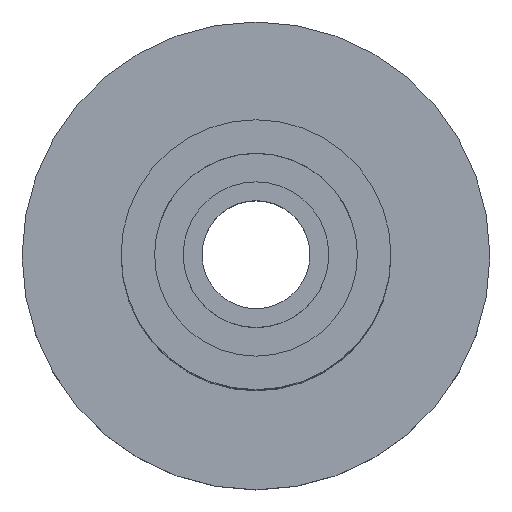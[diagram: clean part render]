
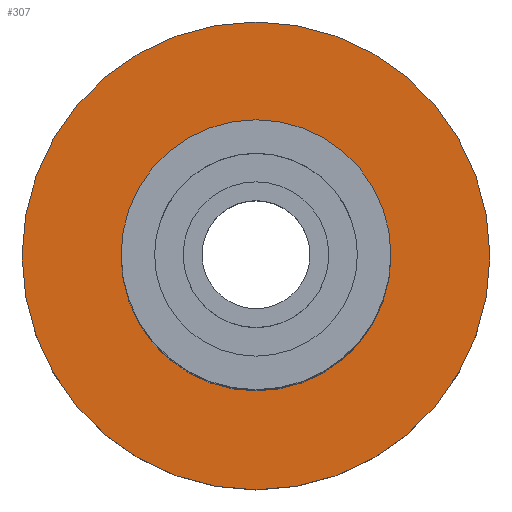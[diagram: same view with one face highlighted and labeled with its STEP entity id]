
A CAD part, top view. The second image highlights one B-rep face of the part: STEP entity #307.
In plain terms, the highlighted planar face has unit normal (0, 0, 1).
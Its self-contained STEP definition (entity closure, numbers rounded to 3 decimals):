
#21=FACE_BOUND('',#77,.T.);
#33=PLANE('',#356);
#51=FACE_OUTER_BOUND('',#76,.T.);
#76=EDGE_LOOP('',(#276));
#77=EDGE_LOOP('',(#277));
#138=CIRCLE('',#354,11.25);
#139=CIRCLE('',#357,19.5);
#164=VERTEX_POINT('',#531);
#165=VERTEX_POINT('',#536);
#202=EDGE_CURVE('',#164,#164,#138,.T.);
#203=EDGE_CURVE('',#165,#165,#139,.T.);
#276=ORIENTED_EDGE('',*,*,#203,.T.);
#277=ORIENTED_EDGE('',*,*,#202,.T.);
#307=ADVANCED_FACE('',(#51,#21),#33,.T.);
#354=AXIS2_PLACEMENT_3D('',#533,#443,#444);
#356=AXIS2_PLACEMENT_3D('',#535,#447,#448);
#357=AXIS2_PLACEMENT_3D('',#537,#449,#450);
#443=DIRECTION('center_axis',(0.,0.,-1.));
#444=DIRECTION('ref_axis',(1.,0.,0.));
#447=DIRECTION('center_axis',(0.,0.,1.));
#448=DIRECTION('ref_axis',(1.,0.,0.));
#449=DIRECTION('center_axis',(0.,0.,1.));
#450=DIRECTION('ref_axis',(1.,0.,0.));
#531=CARTESIAN_POINT('',(-11.25,0.,7.));
#533=CARTESIAN_POINT('Origin',(0.,0.,7.));
#535=CARTESIAN_POINT('Origin',(0.,0.,7.));
#536=CARTESIAN_POINT('',(-19.5,0.,7.));
#537=CARTESIAN_POINT('Origin',(0.,0.,7.));
